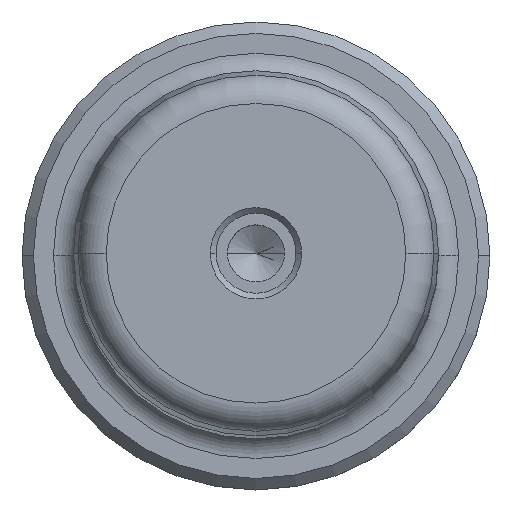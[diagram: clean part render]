
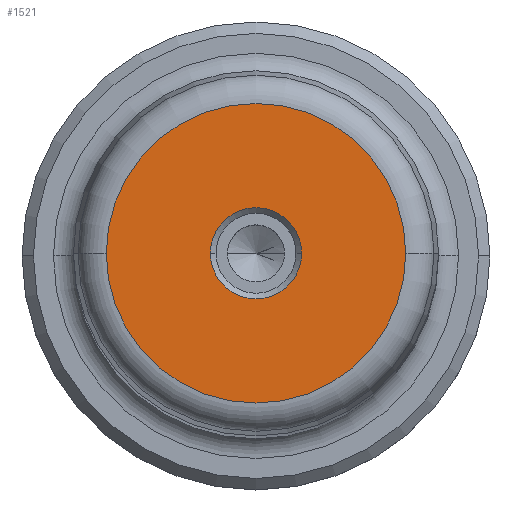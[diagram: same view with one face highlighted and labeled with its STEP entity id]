
A CAD part, top view. The second image highlights one B-rep face of the part: STEP entity #1521.
In plain terms, the highlighted planar face has unit normal (0, 0, 1).
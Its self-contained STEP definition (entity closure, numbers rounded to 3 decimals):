
#38 = EDGE_CURVE ( 'NONE', #2029, #1219, #1808, .T. ) ;
#127 = EDGE_CURVE ( 'NONE', #2209, #1165, #233, .T. ) ;
#233 = CIRCLE ( 'NONE', #852, 4. ) ;
#239 = AXIS2_PLACEMENT_3D ( 'NONE', #1627, #480, #1806 ) ;
#257 = ORIENTED_EDGE ( 'NONE', *, *, #612, .T. ) ;
#285 = CIRCLE ( 'NONE', #239, 4. ) ;
#307 = AXIS2_PLACEMENT_3D ( 'NONE', #1922, #1740, #1189 ) ;
#352 = ORIENTED_EDGE ( 'NONE', *, *, #38, .T. ) ;
#480 = DIRECTION ( 'NONE',  ( 0., 0., -1. ) ) ;
#573 = AXIS2_PLACEMENT_3D ( 'NONE', #1981, #869, #2169 ) ;
#612 = EDGE_CURVE ( 'NONE', #1165, #2209, #285, .T. ) ;
#643 = FACE_OUTER_BOUND ( 'NONE', #1703, .T. ) ;
#717 = EDGE_LOOP ( 'NONE', ( #257, #2401 ) ) ;
#773 = DIRECTION ( 'NONE',  ( 0., 0., -1. ) ) ;
#852 = AXIS2_PLACEMENT_3D ( 'NONE', #1902, #773, #2092 ) ;
#869 = DIRECTION ( 'NONE',  ( 0., 0., 1. ) ) ;
#918 = CARTESIAN_POINT ( 'NONE',  ( 0., 0., 170. ) ) ;
#992 = PLANE ( 'NONE',  #307 ) ;
#1033 = EDGE_CURVE ( 'NONE', #1219, #2029, #1476, .T. ) ;
#1110 = DIRECTION ( 'NONE',  ( 1., 0., 0. ) ) ;
#1165 = VERTEX_POINT ( 'NONE', #2088 ) ;
#1189 = DIRECTION ( 'NONE',  ( 1., 0., 0. ) ) ;
#1219 = VERTEX_POINT ( 'NONE', #2111 ) ;
#1237 = CARTESIAN_POINT ( 'NONE',  ( -4., 0., 170. ) ) ;
#1337 = ORIENTED_EDGE ( 'NONE', *, *, #1033, .T. ) ;
#1476 = CIRCLE ( 'NONE', #2093, 13.124 ) ;
#1521 = ADVANCED_FACE ( 'NONE', ( #2198, #643 ), #992, .T. ) ;
#1569 = CARTESIAN_POINT ( 'NONE',  ( 13.124, 0., 170. ) ) ;
#1627 = CARTESIAN_POINT ( 'NONE',  ( 0., 0., 170. ) ) ;
#1703 = EDGE_LOOP ( 'NONE', ( #352, #1337 ) ) ;
#1740 = DIRECTION ( 'NONE',  ( 0., 0., 1. ) ) ;
#1806 = DIRECTION ( 'NONE',  ( 1., 0., 0. ) ) ;
#1808 = CIRCLE ( 'NONE', #573, 13.124 ) ;
#1902 = CARTESIAN_POINT ( 'NONE',  ( 0., 0., 170. ) ) ;
#1922 = CARTESIAN_POINT ( 'NONE',  ( 0., 0., 170. ) ) ;
#1981 = CARTESIAN_POINT ( 'NONE',  ( 0., 0., 170. ) ) ;
#2029 = VERTEX_POINT ( 'NONE', #1569 ) ;
#2088 = CARTESIAN_POINT ( 'NONE',  ( 4., 0., 170. ) ) ;
#2092 = DIRECTION ( 'NONE',  ( 1., 0., 0. ) ) ;
#2093 = AXIS2_PLACEMENT_3D ( 'NONE', #918, #2221, #1110 ) ;
#2111 = CARTESIAN_POINT ( 'NONE',  ( -13.124, 0., 170. ) ) ;
#2169 = DIRECTION ( 'NONE',  ( 1., 0., 0. ) ) ;
#2198 = FACE_BOUND ( 'NONE', #717, .T. ) ;
#2209 = VERTEX_POINT ( 'NONE', #1237 ) ;
#2221 = DIRECTION ( 'NONE',  ( 0., 0., 1. ) ) ;
#2401 = ORIENTED_EDGE ( 'NONE', *, *, #127, .T. ) ;
